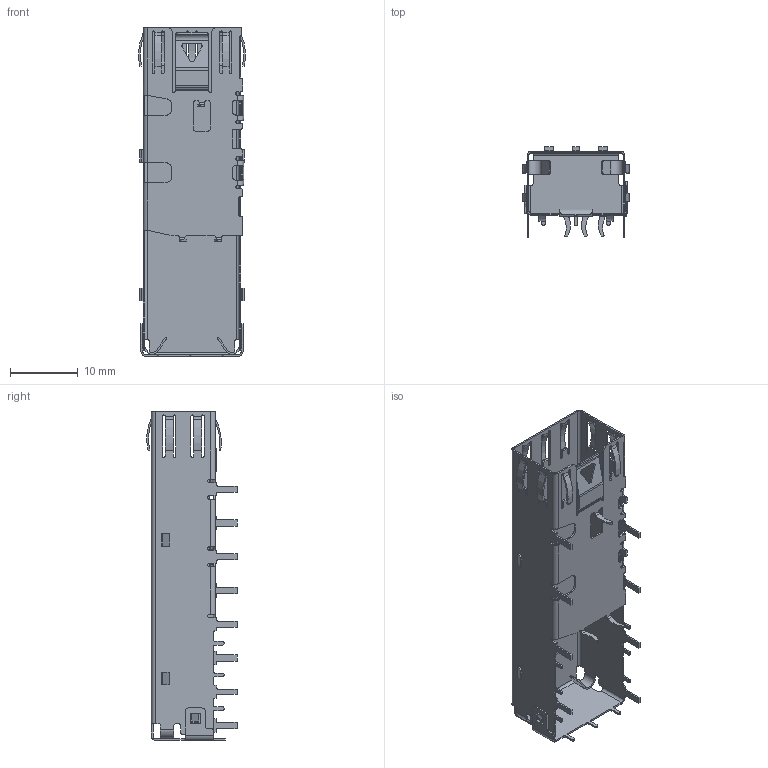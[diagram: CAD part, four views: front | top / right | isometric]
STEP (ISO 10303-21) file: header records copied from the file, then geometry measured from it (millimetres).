
FILE_DESCRIPTION((''),'2;1');
FILE_NAME('C-2227302-1','2015-04-17T',('workeradm'),('Tyco Electronics Ltd.'),'PRO/ENGINEER BY PARAMETRIC TECHNOLOGY CORPORATION, 2014090','PRO/ENGINEER BY PARAMETRIC TECHNOLOGY CORPORATION, 2014090','');
FILE_SCHEMA(('AUTOMOTIVE_DESIGN { 1 0 10303 214 1 1 1 1 }'));
Length unit declared in the file: millimetre
Products named in the file (1): C-2227302-1
Bounding box: 15.81 x 13.35 x 48.7 mm (x, y, z)
Volume: 535.4 mm3; surface area: 4408.3 mm2
Topology: 1 solids, 1 shells, 696 faces, 2097 edges, 1391 vertices
Faces by surface type: plane 369, cylinder 327
Entity records: 24147 total; most frequent: CARTESIAN_POINT 4479, ORIENTED_EDGE 4194, DIRECTION 4093, EDGE_CURVE 2097, VECTOR 1407, LINE 1407, VERTEX_POINT 1391, AXIS2_PLACEMENT_3D 1343
